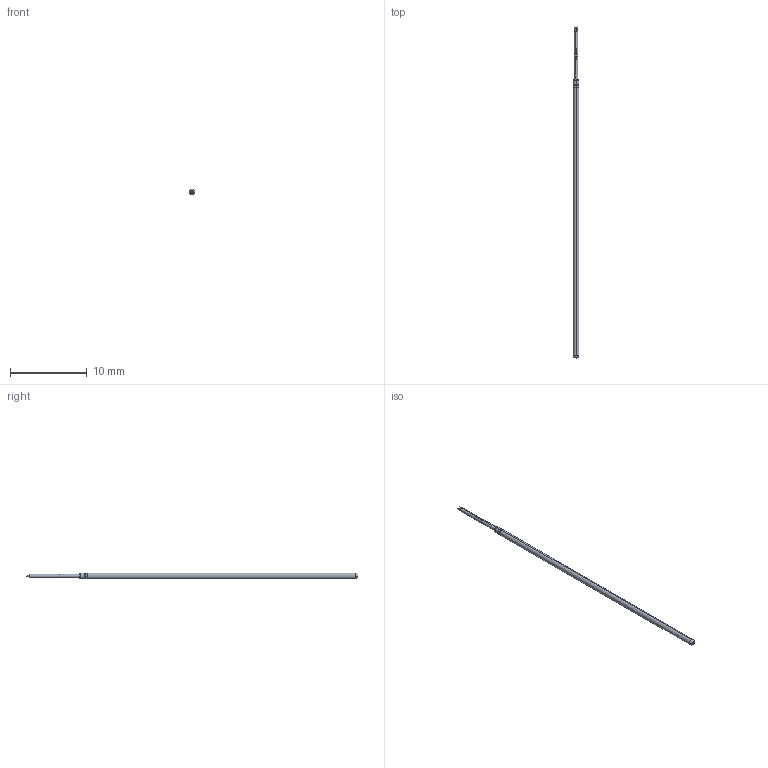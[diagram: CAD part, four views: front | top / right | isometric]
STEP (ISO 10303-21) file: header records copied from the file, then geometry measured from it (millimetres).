
FILE_DESCRIPTION (( 'STEP AP203' ), '1' );
FILE_NAME ('INGUN_GKS-050_222_040_A_xx00.STEP', '2021-09-14T08:37:24', ( 'ochi' ), ( '' ), 'SwSTEP 2.0', 'SolidWorks 2018', '' );
FILE_SCHEMA (( 'CONFIG_CONTROL_DESIGN' ));
Length unit declared in the file: millimetre
Products named in the file (1): INGUN_GKS-050_222_040_A_xx00
Bounding box: 0.78 x 43.2 x 0.78 mm (x, y, z)
Volume: 18.5 mm3; surface area: 99.9 mm2
Topology: 1 solids, 1 shells, 99 faces, 272 edges, 175 vertices
Faces by surface type: bspline 35, cylinder 27, plane 25, torus 8, sphere 2, cone 2
Entity records: 3678 total; most frequent: CARTESIAN_POINT 1579, ORIENTED_EDGE 540, EDGE_CURVE 270, DIRECTION 236, B_SPLINE_CURVE_WITH_KNOTS 192, VERTEX_POINT 175, AXIS2_PLACEMENT_3D 101, EDGE_LOOP 101
